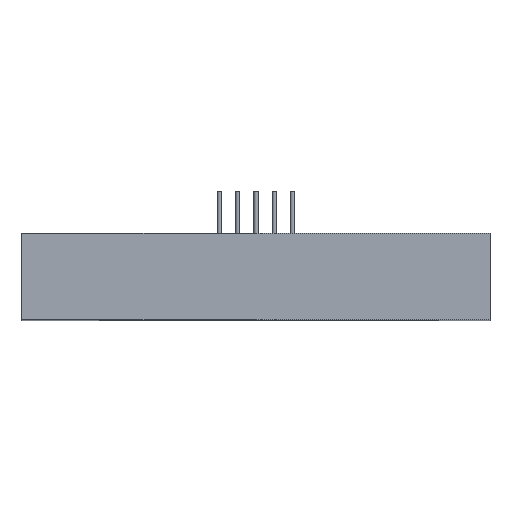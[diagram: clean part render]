
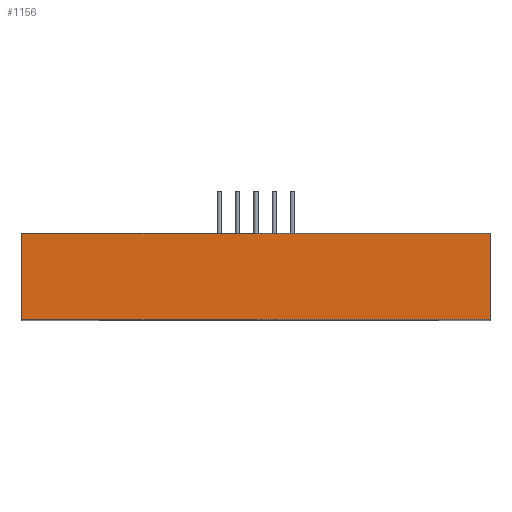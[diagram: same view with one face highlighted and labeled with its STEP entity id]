
A CAD part, top view. The second image highlights one B-rep face of the part: STEP entity #1156.
In plain terms, the highlighted planar face has unit normal (0, 0, 1).
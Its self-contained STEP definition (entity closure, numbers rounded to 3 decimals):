
#87=PLANE('',#1261);
#156=FACE_OUTER_BOUND('',#225,.T.);
#225=EDGE_LOOP('',(#1000,#1001,#1002,#1003));
#360=LINE('',#1867,#485);
#368=LINE('',#1882,#493);
#369=LINE('',#1884,#494);
#370=LINE('',#1885,#495);
#485=VECTOR('',#1552,10.);
#493=VECTOR('',#1564,10.);
#494=VECTOR('',#1567,10.);
#495=VECTOR('',#1568,10.);
#608=VERTEX_POINT('',#1863);
#610=VERTEX_POINT('',#1866);
#614=VERTEX_POINT('',#1878);
#615=VERTEX_POINT('',#1880);
#752=EDGE_CURVE('',#608,#610,#360,.T.);
#760=EDGE_CURVE('',#614,#615,#368,.T.);
#761=EDGE_CURVE('',#614,#608,#369,.T.);
#762=EDGE_CURVE('',#610,#615,#370,.T.);
#1000=ORIENTED_EDGE('',*,*,#761,.F.);
#1001=ORIENTED_EDGE('',*,*,#760,.T.);
#1002=ORIENTED_EDGE('',*,*,#762,.F.);
#1003=ORIENTED_EDGE('',*,*,#752,.F.);
#1156=ADVANCED_FACE('',(#156),#87,.T.);
#1261=AXIS2_PLACEMENT_3D('',#1883,#1565,#1566);
#1552=DIRECTION('',(0.,1.,0.));
#1564=DIRECTION('',(0.,1.,0.));
#1565=DIRECTION('center_axis',(0.,0.,1.));
#1566=DIRECTION('ref_axis',(1.,0.,0.));
#1567=DIRECTION('',(-1.,0.,0.));
#1568=DIRECTION('',(1.,0.,0.));
#1863=CARTESIAN_POINT('',(0.,0.,86.));
#1866=CARTESIAN_POINT('',(0.,12.,86.));
#1867=CARTESIAN_POINT('',(0.,0.,86.));
#1878=CARTESIAN_POINT('',(65.,0.,86.));
#1880=CARTESIAN_POINT('',(65.,12.,86.));
#1882=CARTESIAN_POINT('',(65.,0.,86.));
#1883=CARTESIAN_POINT('Origin',(0.,0.,86.));
#1884=CARTESIAN_POINT('',(65.,0.,86.));
#1885=CARTESIAN_POINT('',(65.,12.,86.));
